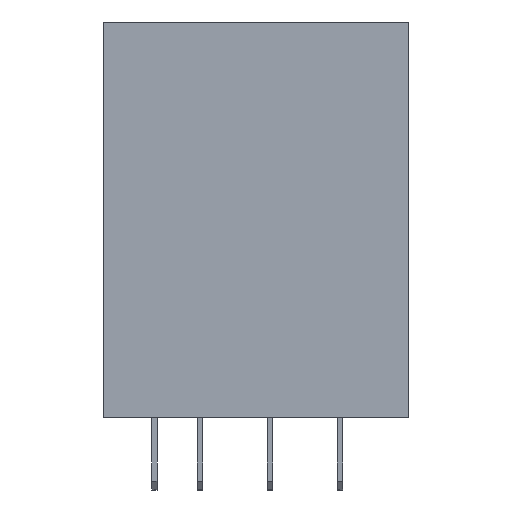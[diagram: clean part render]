
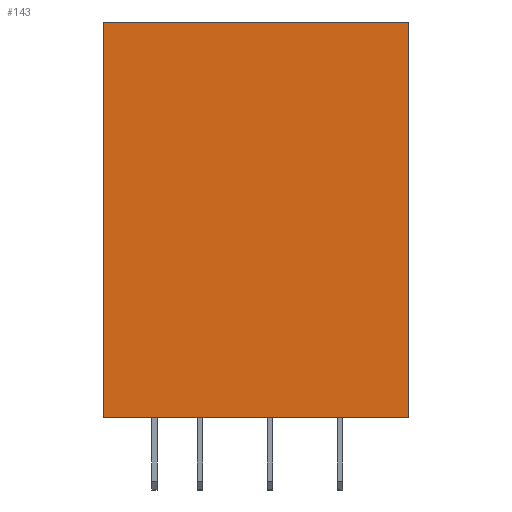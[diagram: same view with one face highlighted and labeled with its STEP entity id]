
A CAD part, left-side view. The second image highlights one B-rep face of the part: STEP entity #143.
In plain terms, the highlighted planar face has unit normal (-1, 0, 0).
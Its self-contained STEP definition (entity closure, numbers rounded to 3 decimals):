
#100=AXIS2_PLACEMENT_3D('Plane Axis2P3D',#97,#98,#99) ;
#36=CARTESIAN_POINT('Line Origine',(0.,8.25,42.05)) ;
#40=CARTESIAN_POINT('Vertex',(0.,16.5,42.05)) ;
#42=CARTESIAN_POINT('Vertex',(0.,0.,42.05)) ;
#97=CARTESIAN_POINT('Axis2P3D Location',(0.,27.5,42.1)) ;
#102=CARTESIAN_POINT('Line Origine',(0.,16.5,42.075)) ;
#106=CARTESIAN_POINT('Vertex',(0.,16.5,42.1)) ;
#109=CARTESIAN_POINT('Line Origine',(0.,22.,42.1)) ;
#113=CARTESIAN_POINT('Vertex',(0.,27.5,42.1)) ;
#116=CARTESIAN_POINT('Line Origine',(0.,27.5,24.3)) ;
#120=CARTESIAN_POINT('Vertex',(0.,27.5,6.5)) ;
#123=CARTESIAN_POINT('Line Origine',(0.,13.75,6.5)) ;
#127=CARTESIAN_POINT('Vertex',(0.,0.,6.5)) ;
#130=CARTESIAN_POINT('Line Origine',(0.,0.,24.275)) ;
#37=DIRECTION('Vector Direction',(0.,-1.,0.)) ;
#98=DIRECTION('Axis2P3D Direction',(1.,0.,0.)) ;
#99=DIRECTION('Axis2P3D XDirection',(0.,0.,1.)) ;
#103=DIRECTION('Vector Direction',(0.,0.,-1.)) ;
#110=DIRECTION('Vector Direction',(0.,-1.,0.)) ;
#117=DIRECTION('Vector Direction',(0.,0.,1.)) ;
#124=DIRECTION('Vector Direction',(0.,1.,0.)) ;
#131=DIRECTION('Vector Direction',(0.,0.,-1.)) ;
#38=VECTOR('Line Direction',#37,1.) ;
#104=VECTOR('Line Direction',#103,1.) ;
#111=VECTOR('Line Direction',#110,1.) ;
#118=VECTOR('Line Direction',#117,1.) ;
#125=VECTOR('Line Direction',#124,1.) ;
#132=VECTOR('Line Direction',#131,1.) ;
#136=ORIENTED_EDGE('',*,*,#44,.F.) ;
#137=ORIENTED_EDGE('',*,*,#108,.F.) ;
#138=ORIENTED_EDGE('',*,*,#115,.F.) ;
#139=ORIENTED_EDGE('',*,*,#122,.F.) ;
#140=ORIENTED_EDGE('',*,*,#129,.F.) ;
#141=ORIENTED_EDGE('',*,*,#134,.F.) ;
#143=ADVANCED_FACE('Relais',(#142),#101,.F.) ;
#44=EDGE_CURVE('',#41,#43,#39,.T.) ;
#108=EDGE_CURVE('',#107,#41,#105,.T.) ;
#115=EDGE_CURVE('',#114,#107,#112,.T.) ;
#122=EDGE_CURVE('',#121,#114,#119,.T.) ;
#129=EDGE_CURVE('',#128,#121,#126,.T.) ;
#134=EDGE_CURVE('',#43,#128,#133,.T.) ;
#135=EDGE_LOOP('',(#136,#137,#138,#139,#140,#141)) ;
#142=FACE_OUTER_BOUND('',#135,.T.) ;
#39=LINE('Line',#36,#38) ;
#105=LINE('Line',#102,#104) ;
#112=LINE('Line',#109,#111) ;
#119=LINE('Line',#116,#118) ;
#126=LINE('Line',#123,#125) ;
#133=LINE('Line',#130,#132) ;
#101=PLANE('',#100) ;
#41=VERTEX_POINT('',#40) ;
#43=VERTEX_POINT('',#42) ;
#107=VERTEX_POINT('',#106) ;
#114=VERTEX_POINT('',#113) ;
#121=VERTEX_POINT('',#120) ;
#128=VERTEX_POINT('',#127) ;
